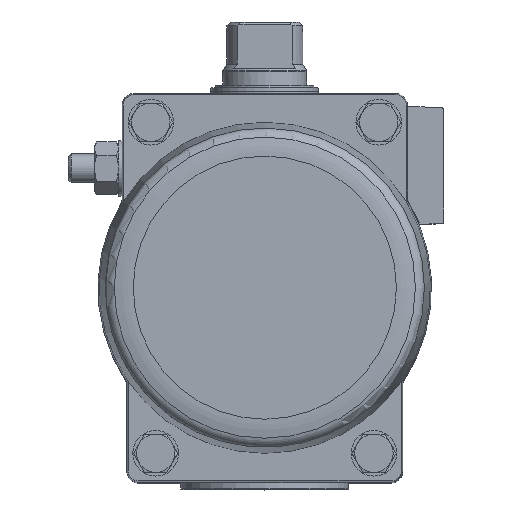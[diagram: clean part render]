
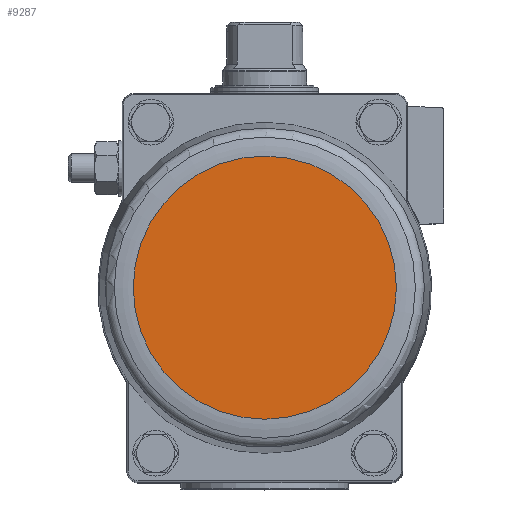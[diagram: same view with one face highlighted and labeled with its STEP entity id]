
A CAD part, top view. The second image highlights one B-rep face of the part: STEP entity #9287.
In plain terms, the highlighted planar face has unit normal (0, 0, 1).
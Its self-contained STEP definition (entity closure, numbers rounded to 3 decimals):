
#3331=ORIENTED_EDGE('',*,*,#5103,.T.);
#5103=EDGE_CURVE('',#6133,#6133,#6731,.T.);
#6133=VERTEX_POINT('',#15645);
#6731=CIRCLE('',#10267,54.85);
#7429=EDGE_LOOP('',(#3331));
#8274=FACE_BOUND('',#7429,.T.);
#8792=PLANE('',#10268);
#9287=ADVANCED_FACE('',(#8274),#8792,.F.);
#10267=AXIS2_PLACEMENT_3D('',#15644,#12411,#12412);
#10268=AXIS2_PLACEMENT_3D('',#15646,#12413,#12414);
#12411=DIRECTION('',(0.,0.,1.));
#12412=DIRECTION('',(1.,0.,0.));
#12413=DIRECTION('',(0.,0.,-1.));
#12414=DIRECTION('',(-1.,0.,0.));
#15644=CARTESIAN_POINT('',(0.,0.,167.2));
#15645=CARTESIAN_POINT('',(54.85,0.,167.2));
#15646=CARTESIAN_POINT('',(54.85,0.,167.2));
